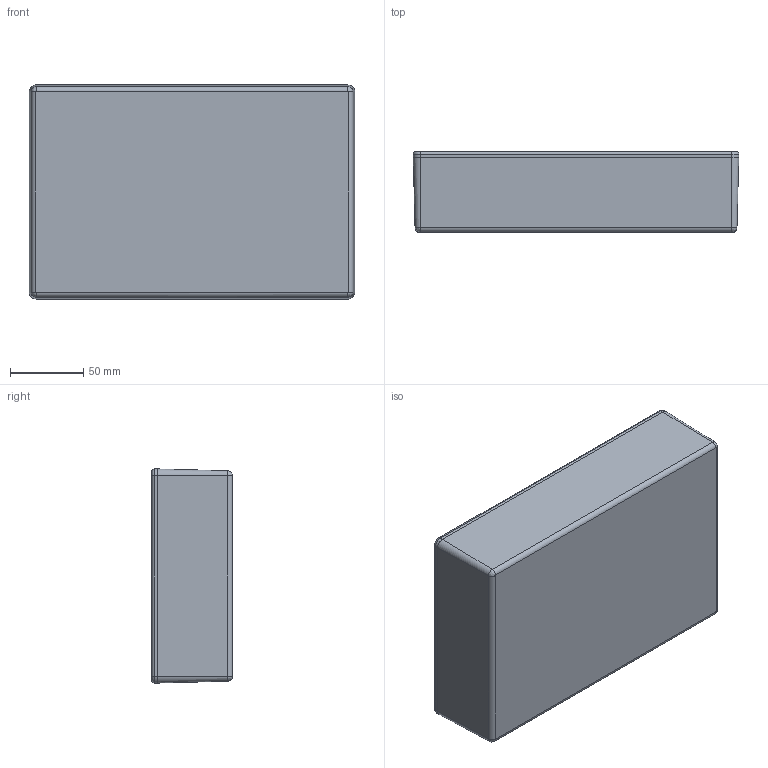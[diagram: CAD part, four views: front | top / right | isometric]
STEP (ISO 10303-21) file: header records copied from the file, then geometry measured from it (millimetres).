
FILE_DESCRIPTION (( 'STEP AP214' ), '1' );
FILE_NAME ('B011.STEP', '2014-08-27T01:30:28', ( 'AsusUser' ), ( '' ), 'SwSTEP 2.0', 'SolidWorks 2014', '' );
FILE_SCHEMA (( 'AUTOMOTIVE_DESIGN' ));
Length unit declared in the file: millimetre
Products named in the file (3): B017-COVER; B011-BASE; B011
Assembly tree (2 placements, depth 2):
  B011
    B011-BASE
    B017-COVER
Bounding box: 222 x 55 x 146 mm (x, y, z)
Volume: 189071.1 mm3; surface area: 205514.5 mm2
Topology: 2 solids, 2 shells, 317 faces, 836 edges, 532 vertices
Faces by surface type: bspline 236, plane 69, cylinder 12
Entity records: 16904 total; most frequent: CARTESIAN_POINT 8039, ORIENTED_EDGE 1672, EDGE_CURVE 836, VERTEX_POINT 532, DIRECTION 482, EDGE_LOOP 338, ADVANCED_FACE 317, FACE_OUTER_BOUND 317
